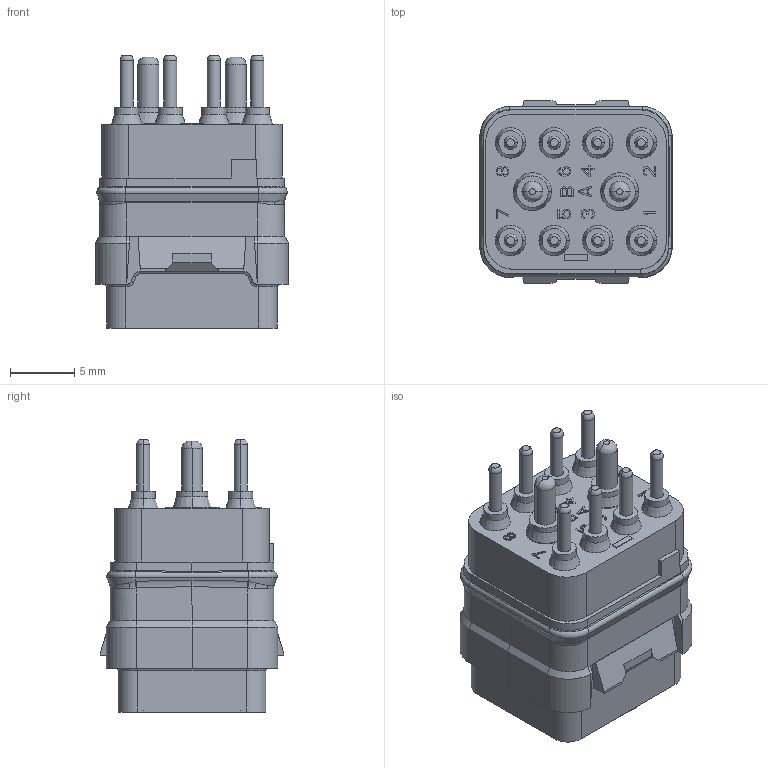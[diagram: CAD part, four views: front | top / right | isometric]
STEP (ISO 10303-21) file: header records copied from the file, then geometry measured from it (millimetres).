
FILE_DESCRIPTION((''),'2;1');
FILE_NAME('SIME0910PNC','2020-01-27T',('presta_be4'),(''),'CREO PARAMETRIC BY PTC INC, 2018360','CREO PARAMETRIC BY PTC INC, 2018360','');
FILE_SCHEMA(('CONFIG_CONTROL_DESIGN'));
Products named in the file (1): SIME0910PNC
Bounding box: 15 x 14.2 x 21.19 mm (x, y, z)
Volume: 2020.9 mm3; surface area: 3690.7 mm2
Topology: 1 solids, 1 shells, 1932 faces, 4650 edges, 2846 vertices
Faces by surface type: plane 908, cylinder 441, torus 276, cone 228, bspline 63, sphere 16
Entity records: 60160 total; most frequent: CARTESIAN_POINT 14536, DIRECTION 9809, ORIENTED_EDGE 9260, EDGE_CURVE 4630, AXIS2_PLACEMENT_3D 3447, VECTOR 2915, LINE 2915, VERTEX_POINT 2846
